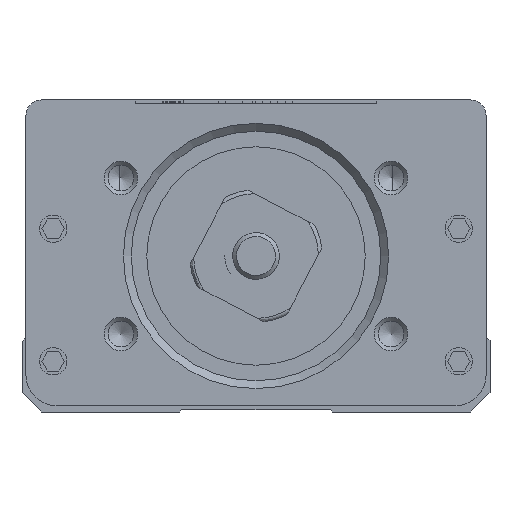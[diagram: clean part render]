
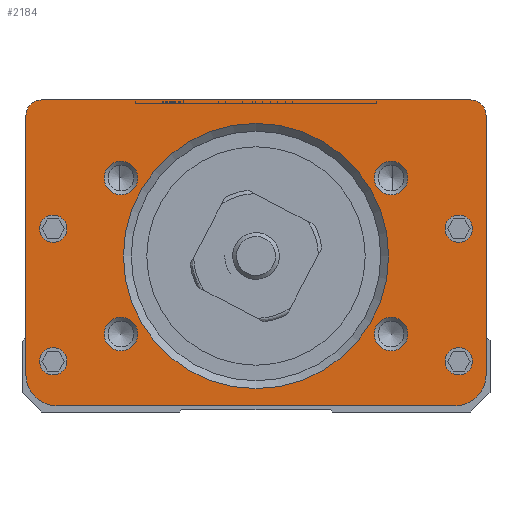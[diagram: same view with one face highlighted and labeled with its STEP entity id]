
A CAD part, front view. The second image highlights one B-rep face of the part: STEP entity #2184.
In plain terms, the highlighted face is planar.
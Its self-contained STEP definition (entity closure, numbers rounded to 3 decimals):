
#2184=ADVANCED_FACE('',(#8082,#8083,#8084,#8085,#8086,#8087,#8088,#8089,
#8090,#8091),#3305,.F.);
#3305=PLANE('',#22908);
#4501=LINE('',#33026,#6484);
#4547=LINE('',#33154,#6530);
#4549=LINE('',#33158,#6532);
#4569=LINE('',#33208,#6552);
#6484=VECTOR('',#26335,1.);
#6530=VECTOR('',#26429,1.);
#6532=VECTOR('',#26433,1.);
#6552=VECTOR('',#26479,1.);
#8082=FACE_BOUND('',#9046,.T.);
#8083=FACE_BOUND('',#9047,.T.);
#8084=FACE_BOUND('',#9048,.T.);
#8085=FACE_BOUND('',#9049,.T.);
#8086=FACE_BOUND('',#9050,.T.);
#8087=FACE_BOUND('',#9051,.T.);
#8088=FACE_BOUND('',#9052,.T.);
#8089=FACE_BOUND('',#9053,.T.);
#8090=FACE_BOUND('',#9054,.T.);
#8091=FACE_BOUND('',#9055,.T.);
#9046=EDGE_LOOP('',(#12199));
#9047=EDGE_LOOP('',(#12200));
#9048=EDGE_LOOP('',(#12201));
#9049=EDGE_LOOP('',(#12202));
#9050=EDGE_LOOP('',(#12203));
#9051=EDGE_LOOP('',(#12204));
#9052=EDGE_LOOP('',(#12205));
#9053=EDGE_LOOP('',(#12206));
#9054=EDGE_LOOP('',(#12207));
#9055=EDGE_LOOP('',(#12208,#12209,#12210,#12211,#12212,#12213,#12214,#12215));
#12199=ORIENTED_EDGE('',*,*,#19391,.T.);
#12200=ORIENTED_EDGE('',*,*,#19392,.T.);
#12201=ORIENTED_EDGE('',*,*,#19393,.T.);
#12202=ORIENTED_EDGE('',*,*,#19394,.T.);
#12203=ORIENTED_EDGE('',*,*,#19395,.T.);
#12204=ORIENTED_EDGE('',*,*,#19396,.T.);
#12205=ORIENTED_EDGE('',*,*,#19397,.T.);
#12206=ORIENTED_EDGE('',*,*,#19398,.T.);
#12207=ORIENTED_EDGE('',*,*,#19399,.T.);
#12208=ORIENTED_EDGE('',*,*,#19374,.F.);
#12209=ORIENTED_EDGE('',*,*,#19328,.F.);
#12210=ORIENTED_EDGE('',*,*,#19349,.F.);
#12211=ORIENTED_EDGE('',*,*,#19389,.F.);
#12212=ORIENTED_EDGE('',*,*,#19284,.F.);
#12213=ORIENTED_EDGE('',*,*,#19388,.F.);
#12214=ORIENTED_EDGE('',*,*,#19347,.F.);
#12215=ORIENTED_EDGE('',*,*,#19336,.F.);
#16936=VERTEX_POINT('',#33025);
#16937=VERTEX_POINT('',#33027);
#16977=VERTEX_POINT('',#33113);
#16978=VERTEX_POINT('',#33115);
#16985=VERTEX_POINT('',#33131);
#16986=VERTEX_POINT('',#33133);
#16991=VERTEX_POINT('',#33146);
#16995=VERTEX_POINT('',#33157);
#17020=VERTEX_POINT('',#33238);
#17021=VERTEX_POINT('',#33240);
#17022=VERTEX_POINT('',#33242);
#17023=VERTEX_POINT('',#33244);
#17024=VERTEX_POINT('',#33246);
#17025=VERTEX_POINT('',#33248);
#17026=VERTEX_POINT('',#33250);
#17027=VERTEX_POINT('',#33252);
#17028=VERTEX_POINT('',#33254);
#19284=EDGE_CURVE('',#16936,#16937,#4501,.T.);
#19328=EDGE_CURVE('',#16977,#16978,#21596,.T.);
#19336=EDGE_CURVE('',#16985,#16986,#21598,.T.);
#19347=EDGE_CURVE('',#16986,#16991,#4547,.T.);
#19349=EDGE_CURVE('',#16995,#16977,#4549,.T.);
#19374=EDGE_CURVE('',#16978,#16985,#4569,.T.);
#19388=EDGE_CURVE('',#16991,#16936,#21609,.T.);
#19389=EDGE_CURVE('',#16937,#16995,#21610,.T.);
#19391=EDGE_CURVE('',#17020,#17020,#21612,.T.);
#19392=EDGE_CURVE('',#17021,#17021,#21613,.T.);
#19393=EDGE_CURVE('',#17022,#17022,#21614,.T.);
#19394=EDGE_CURVE('',#17023,#17023,#21615,.T.);
#19395=EDGE_CURVE('',#17024,#17024,#21616,.T.);
#19396=EDGE_CURVE('',#17025,#17025,#21617,.T.);
#19397=EDGE_CURVE('',#17026,#17026,#21618,.T.);
#19398=EDGE_CURVE('',#17027,#17027,#21619,.T.);
#19399=EDGE_CURVE('',#17028,#17028,#21620,.T.);
#21596=CIRCLE('',#22865,4.);
#21598=CIRCLE('',#22869,4.);
#21609=CIRCLE('',#22893,2.);
#21610=CIRCLE('',#22895,2.);
#21612=CIRCLE('',#22899,2.15);
#21613=CIRCLE('',#22900,2.15);
#21614=CIRCLE('',#22901,2.15);
#21615=CIRCLE('',#22902,2.15);
#21616=CIRCLE('',#22903,17.);
#21617=CIRCLE('',#22904,1.75);
#21618=CIRCLE('',#22905,1.75);
#21619=CIRCLE('',#22906,1.75);
#21620=CIRCLE('',#22907,1.75);
#22865=AXIS2_PLACEMENT_3D('',#33114,#26399,#26400);
#22869=AXIS2_PLACEMENT_3D('',#33132,#26413,#26414);
#22893=AXIS2_PLACEMENT_3D('',#33231,#26502,#26503);
#22895=AXIS2_PLACEMENT_3D('',#33233,#26506,#26507);
#22899=AXIS2_PLACEMENT_3D('',#33237,#26514,#26515);
#22900=AXIS2_PLACEMENT_3D('',#33239,#26516,#26517);
#22901=AXIS2_PLACEMENT_3D('',#33241,#26518,#26519);
#22902=AXIS2_PLACEMENT_3D('',#33243,#26520,#26521);
#22903=AXIS2_PLACEMENT_3D('',#33245,#26522,#26523);
#22904=AXIS2_PLACEMENT_3D('',#33247,#26524,#26525);
#22905=AXIS2_PLACEMENT_3D('',#33249,#26526,#26527);
#22906=AXIS2_PLACEMENT_3D('',#33251,#26528,#26529);
#22907=AXIS2_PLACEMENT_3D('',#33253,#26530,#26531);
#22908=AXIS2_PLACEMENT_3D('',#33255,#26532,#26533);
#26335=DIRECTION('',(1.,0.,0.));
#26399=DIRECTION('',(0.,1.,0.));
#26400=DIRECTION('',(1.,0.,0.));
#26413=DIRECTION('',(0.,1.,0.));
#26414=DIRECTION('',(1.,0.,0.));
#26429=DIRECTION('',(0.,0.,1.));
#26433=DIRECTION('',(0.,0.,-1.));
#26479=DIRECTION('',(-1.,0.,0.));
#26502=DIRECTION('',(0.,1.,0.));
#26503=DIRECTION('',(0.,0.,1.));
#26506=DIRECTION('',(0.,1.,0.));
#26507=DIRECTION('',(0.,0.,1.));
#26514=DIRECTION('',(0.,1.,0.));
#26515=DIRECTION('',(0.,0.,1.));
#26516=DIRECTION('',(0.,1.,0.));
#26517=DIRECTION('',(0.,0.,1.));
#26518=DIRECTION('',(0.,1.,0.));
#26519=DIRECTION('',(0.,0.,1.));
#26520=DIRECTION('',(0.,1.,0.));
#26521=DIRECTION('',(0.,0.,1.));
#26522=DIRECTION('',(0.,1.,0.));
#26523=DIRECTION('',(0.,0.,1.));
#26524=DIRECTION('',(0.,1.,0.));
#26525=DIRECTION('',(0.,0.,1.));
#26526=DIRECTION('',(0.,1.,0.));
#26527=DIRECTION('',(0.,0.,1.));
#26528=DIRECTION('',(0.,1.,0.));
#26529=DIRECTION('',(0.,0.,1.));
#26530=DIRECTION('',(0.,1.,0.));
#26531=DIRECTION('',(0.,0.,1.));
#26532=DIRECTION('',(0.,1.,0.));
#26533=DIRECTION('',(0.,0.,-1.));
#33025=CARTESIAN_POINT('',(-27.5,-130.762,38.));
#33026=CARTESIAN_POINT('',(-25.5,-130.762,38.));
#33027=CARTESIAN_POINT('',(27.5,-130.762,38.));
#33113=CARTESIAN_POINT('',(29.5,-130.762,2.8));
#33114=CARTESIAN_POINT('',(25.5,-130.762,2.8));
#33115=CARTESIAN_POINT('',(25.5,-130.762,-1.2));
#33131=CARTESIAN_POINT('',(-25.5,-130.762,-1.2));
#33132=CARTESIAN_POINT('',(-25.5,-130.762,2.8));
#33133=CARTESIAN_POINT('',(-29.5,-130.762,2.8));
#33146=CARTESIAN_POINT('',(-29.5,-130.762,36.));
#33154=CARTESIAN_POINT('',(-29.5,-130.762,2.8));
#33157=CARTESIAN_POINT('',(29.5,-130.762,36.));
#33158=CARTESIAN_POINT('',(29.5,-130.762,39.));
#33208=CARTESIAN_POINT('',(25.5,-130.762,-1.2));
#33231=CARTESIAN_POINT('',(-27.5,-130.762,36.));
#33233=CARTESIAN_POINT('',(27.5,-130.762,36.));
#33237=CARTESIAN_POINT('',(-17.321,-130.762,28.));
#33238=CARTESIAN_POINT('',(-17.321,-130.762,30.15));
#33239=CARTESIAN_POINT('',(17.321,-130.762,8.));
#33240=CARTESIAN_POINT('',(17.321,-130.762,10.15));
#33241=CARTESIAN_POINT('',(17.321,-130.762,28.));
#33242=CARTESIAN_POINT('',(17.321,-130.762,30.15));
#33243=CARTESIAN_POINT('',(-17.321,-130.762,8.));
#33244=CARTESIAN_POINT('',(-17.321,-130.762,10.15));
#33245=CARTESIAN_POINT('',(0.,-130.762,18.));
#33246=CARTESIAN_POINT('',(0.,-130.762,35.));
#33247=CARTESIAN_POINT('',(-26.,-130.762,21.5));
#33248=CARTESIAN_POINT('',(-26.,-130.762,23.25));
#33249=CARTESIAN_POINT('',(-26.,-130.762,4.5));
#33250=CARTESIAN_POINT('',(-26.,-130.762,6.25));
#33251=CARTESIAN_POINT('',(26.,-130.762,4.5));
#33252=CARTESIAN_POINT('',(26.,-130.762,6.25));
#33253=CARTESIAN_POINT('',(26.,-130.762,21.5));
#33254=CARTESIAN_POINT('',(26.,-130.762,23.25));
#33255=CARTESIAN_POINT('',(-25.5,-130.762,2.8));
